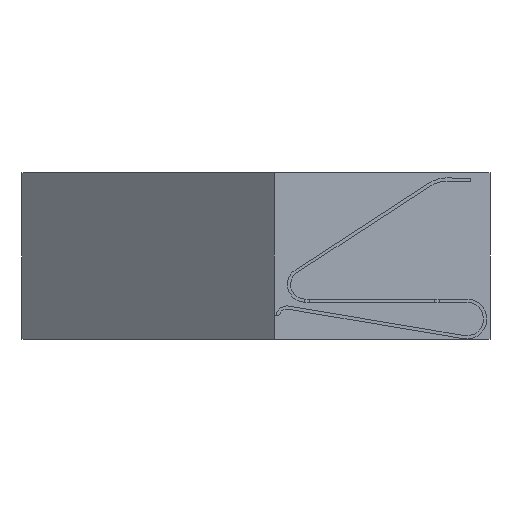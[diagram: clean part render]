
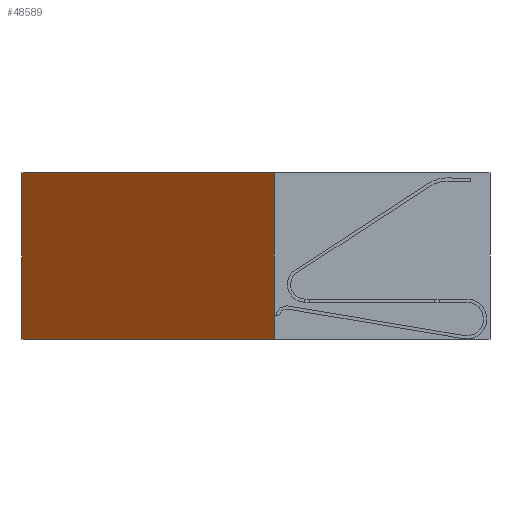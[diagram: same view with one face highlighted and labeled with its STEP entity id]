
A CAD part, left-side view. The second image highlights one B-rep face of the part: STEP entity #48589.
In plain terms, the highlighted face is planar.
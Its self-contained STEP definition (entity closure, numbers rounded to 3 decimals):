
#4967=ORIENTED_EDGE('',*,*,#20950,.T.);
#4968=ORIENTED_EDGE('',*,*,#20951,.F.);
#4969=ORIENTED_EDGE('',*,*,#20952,.F.);
#4970=ORIENTED_EDGE('',*,*,#20948,.T.);
#20948=EDGE_CURVE('',#28940,#28939,#34748,.T.);
#20950=EDGE_CURVE('',#28939,#28941,#34750,.T.);
#20951=EDGE_CURVE('',#28942,#28941,#34751,.T.);
#20952=EDGE_CURVE('',#28940,#28942,#34752,.T.);
#28939=VERTEX_POINT('',#64419);
#28940=VERTEX_POINT('',#64421);
#28941=VERTEX_POINT('',#64425);
#28942=VERTEX_POINT('',#64427);
#34748=LINE('',#64420,#38708);
#34750=LINE('',#64424,#38710);
#34751=LINE('',#64426,#38711);
#34752=LINE('',#64428,#38712);
#38708=VECTOR('',#54028,1000.);
#38710=VECTOR('',#54032,1000.);
#38711=VECTOR('',#54033,1000.);
#38712=VECTOR('',#54034,1000.);
#42665=EDGE_LOOP('',(#4967,#4968,#4969,#4970));
#44981=FACE_BOUND('',#42665,.T.);
#47297=PLANE('',#50805);
#48589=ADVANCED_FACE('',(#44981),#47297,.F.);
#50805=AXIS2_PLACEMENT_3D('',#64423,#54030,#54031);
#54028=DIRECTION('',(0.,1.,0.));
#54030=DIRECTION('',(-1.,0.,0.));
#54031=DIRECTION('',(0.,0.,1.));
#54032=DIRECTION('',(0.,0.,1.));
#54033=DIRECTION('',(0.,1.,0.));
#54034=DIRECTION('',(0.,0.,1.));
#64419=CARTESIAN_POINT('',(4.325,203.92,-3.325));
#64420=CARTESIAN_POINT('',(4.325,-203.92,-3.325));
#64421=CARTESIAN_POINT('',(4.325,-203.92,-3.325));
#64423=CARTESIAN_POINT('',(4.325,-203.92,-3.325));
#64424=CARTESIAN_POINT('',(4.325,203.92,-3.325));
#64425=CARTESIAN_POINT('',(4.325,203.92,3.325));
#64426=CARTESIAN_POINT('',(4.325,-203.92,3.325));
#64427=CARTESIAN_POINT('',(4.325,-203.92,3.325));
#64428=CARTESIAN_POINT('',(4.325,-203.92,-3.325));
